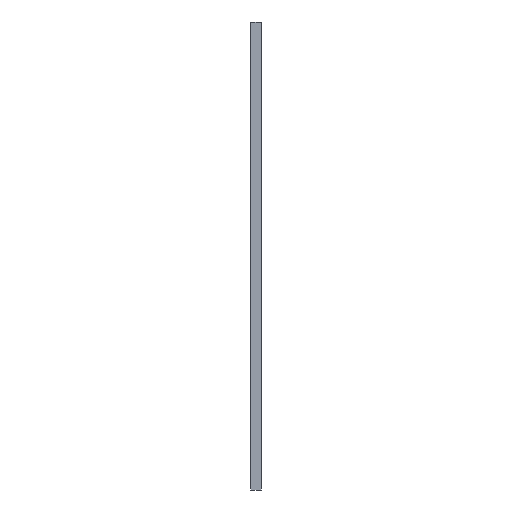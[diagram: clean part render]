
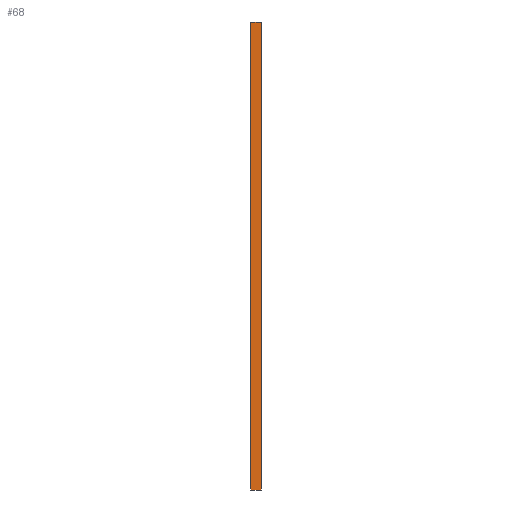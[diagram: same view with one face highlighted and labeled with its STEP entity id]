
A CAD part, left-side view. The second image highlights one B-rep face of the part: STEP entity #68.
In plain terms, the highlighted planar face has unit normal (-1, 0, 0).
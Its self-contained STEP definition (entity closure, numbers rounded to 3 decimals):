
#21 = VECTOR ( 'NONE', #787, 1000. ) ;
#31 = LINE ( 'NONE', #606, #836 ) ;
#68 = ADVANCED_FACE ( 'NONE', ( #771 ), #118, .F. ) ;
#82 = EDGE_CURVE ( 'NONE', #854, #679, #647, .T. ) ;
#118 = PLANE ( 'NONE',  #460 ) ;
#119 = DIRECTION ( 'NONE',  ( 0., 0., 1. ) ) ;
#142 = DIRECTION ( 'NONE',  ( 0., -1., 0. ) ) ;
#149 = CARTESIAN_POINT ( 'NONE',  ( -56.628, 0., 41.136 ) ) ;
#173 = ORIENTED_EDGE ( 'NONE', *, *, #504, .T. ) ;
#230 = VECTOR ( 'NONE', #494, 1000. ) ;
#339 = DIRECTION ( 'NONE',  ( 1., 0., 0. ) ) ;
#358 = LINE ( 'NONE', #927, #461 ) ;
#388 = CARTESIAN_POINT ( 'NONE',  ( -56.628, 2., 41.136 ) ) ;
#418 = CARTESIAN_POINT ( 'NONE',  ( -56.628, 2., 41.136 ) ) ;
#420 = VERTEX_POINT ( 'NONE', #765 ) ;
#460 = AXIS2_PLACEMENT_3D ( 'NONE', #700, #339, #560 ) ;
#461 = VECTOR ( 'NONE', #119, 1000. ) ;
#494 = DIRECTION ( 'NONE',  ( 0., -1., 0. ) ) ;
#504 = EDGE_CURVE ( 'NONE', #420, #799, #31, .T. ) ;
#510 = EDGE_CURVE ( 'NONE', #799, #679, #650, .T. ) ;
#560 = DIRECTION ( 'NONE',  ( 0., 0., -1. ) ) ;
#586 = EDGE_LOOP ( 'NONE', ( #921, #751, #813, #173 ) ) ;
#587 = EDGE_CURVE ( 'NONE', #420, #854, #358, .T. ) ;
#606 = CARTESIAN_POINT ( 'NONE',  ( -56.628, 2., -48.864 ) ) ;
#647 = LINE ( 'NONE', #418, #230 ) ;
#650 = LINE ( 'NONE', #703, #21 ) ;
#679 = VERTEX_POINT ( 'NONE', #149 ) ;
#700 = CARTESIAN_POINT ( 'NONE',  ( -56.628, 2., -48.864 ) ) ;
#703 = CARTESIAN_POINT ( 'NONE',  ( -56.628, 0., -48.864 ) ) ;
#751 = ORIENTED_EDGE ( 'NONE', *, *, #82, .F. ) ;
#765 = CARTESIAN_POINT ( 'NONE',  ( -56.628, 2., -48.864 ) ) ;
#771 = FACE_OUTER_BOUND ( 'NONE', #586, .T. ) ;
#787 = DIRECTION ( 'NONE',  ( 0., 0., 1. ) ) ;
#799 = VERTEX_POINT ( 'NONE', #838 ) ;
#813 = ORIENTED_EDGE ( 'NONE', *, *, #587, .F. ) ;
#836 = VECTOR ( 'NONE', #142, 1000. ) ;
#838 = CARTESIAN_POINT ( 'NONE',  ( -56.628, 0., -48.864 ) ) ;
#854 = VERTEX_POINT ( 'NONE', #388 ) ;
#921 = ORIENTED_EDGE ( 'NONE', *, *, #510, .T. ) ;
#927 = CARTESIAN_POINT ( 'NONE',  ( -56.628, 2., -48.864 ) ) ;
